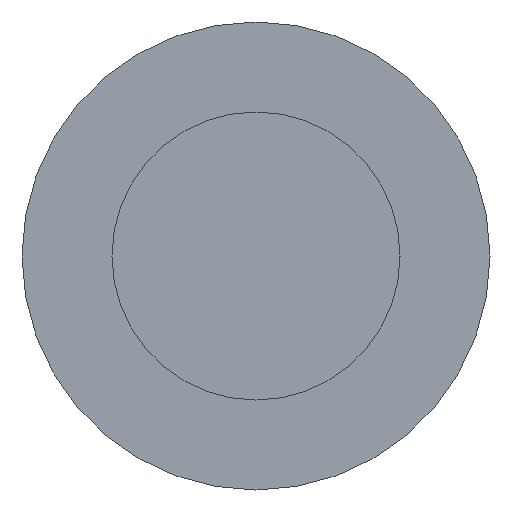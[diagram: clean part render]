
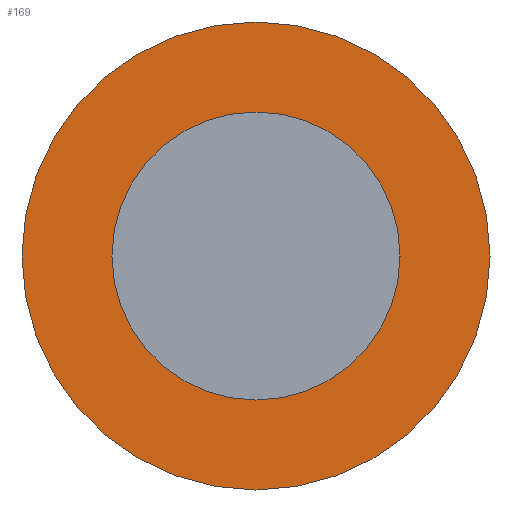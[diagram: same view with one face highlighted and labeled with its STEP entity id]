
A CAD part, left-side view. The second image highlights one B-rep face of the part: STEP entity #169.
In plain terms, the highlighted planar face has unit normal (-1, 0, 0).
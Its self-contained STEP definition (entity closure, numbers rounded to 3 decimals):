
#1 = VERTEX_POINT ( 'NONE', #65 ) ;
#8 = EDGE_LOOP ( 'NONE', ( #352, #102 ) ) ;
#15 = DIRECTION ( 'NONE',  ( 0., 0., -1. ) ) ;
#17 = FACE_BOUND ( 'NONE', #8, .T. ) ;
#30 = EDGE_CURVE ( 'NONE', #242, #1, #409, .T. ) ;
#37 = AXIS2_PLACEMENT_3D ( 'NONE', #58, #95, #232 ) ;
#41 = CARTESIAN_POINT ( 'NONE',  ( 134.7, 0., 0. ) ) ;
#58 = CARTESIAN_POINT ( 'NONE',  ( 134.7, 0., 0. ) ) ;
#65 = CARTESIAN_POINT ( 'NONE',  ( 134.7, 0., 8. ) ) ;
#83 = ORIENTED_EDGE ( 'NONE', *, *, #87, .T. ) ;
#87 = EDGE_CURVE ( 'NONE', #124, #196, #399, .T. ) ;
#95 = DIRECTION ( 'NONE',  ( -1., 0., 0. ) ) ;
#102 = ORIENTED_EDGE ( 'NONE', *, *, #30, .F. ) ;
#106 = AXIS2_PLACEMENT_3D ( 'NONE', #158, #382, #230 ) ;
#114 = PLANE ( 'NONE',  #139 ) ;
#116 = ORIENTED_EDGE ( 'NONE', *, *, #406, .T. ) ;
#124 = VERTEX_POINT ( 'NONE', #143 ) ;
#137 = CARTESIAN_POINT ( 'NONE',  ( 134.7, 0., 0. ) ) ;
#139 = AXIS2_PLACEMENT_3D ( 'NONE', #310, #218, #15 ) ;
#143 = CARTESIAN_POINT ( 'NONE',  ( 134.7, 0., 13. ) ) ;
#158 = CARTESIAN_POINT ( 'NONE',  ( 134.7, 0., 0. ) ) ;
#169 = ADVANCED_FACE ( 'NONE', ( #17, #183 ), #114, .F. ) ;
#176 = AXIS2_PLACEMENT_3D ( 'NONE', #41, #278, #248 ) ;
#183 = FACE_OUTER_BOUND ( 'NONE', #219, .T. ) ;
#196 = VERTEX_POINT ( 'NONE', #284 ) ;
#218 = DIRECTION ( 'NONE',  ( 1., 0., 0. ) ) ;
#219 = EDGE_LOOP ( 'NONE', ( #83, #116 ) ) ;
#230 = DIRECTION ( 'NONE',  ( 0., 0., 1. ) ) ;
#232 = DIRECTION ( 'NONE',  ( 0., 0., 1. ) ) ;
#242 = VERTEX_POINT ( 'NONE', #259 ) ;
#248 = DIRECTION ( 'NONE',  ( 0., 0., 1. ) ) ;
#259 = CARTESIAN_POINT ( 'NONE',  ( 134.7, 0., -8. ) ) ;
#260 = EDGE_CURVE ( 'NONE', #1, #242, #380, .T. ) ;
#272 = DIRECTION ( 'NONE',  ( 0., 0., 1. ) ) ;
#278 = DIRECTION ( 'NONE',  ( -1., 0., 0. ) ) ;
#284 = CARTESIAN_POINT ( 'NONE',  ( 134.7, 0., -13. ) ) ;
#310 = CARTESIAN_POINT ( 'NONE',  ( 134.7, 8., 0. ) ) ;
#352 = ORIENTED_EDGE ( 'NONE', *, *, #260, .F. ) ;
#354 = CIRCLE ( 'NONE', #37, 13. ) ;
#380 = CIRCLE ( 'NONE', #106, 8. ) ;
#382 = DIRECTION ( 'NONE',  ( -1., 0., 0. ) ) ;
#396 = DIRECTION ( 'NONE',  ( -1., 0., 0. ) ) ;
#399 = CIRCLE ( 'NONE', #176, 13. ) ;
#406 = EDGE_CURVE ( 'NONE', #196, #124, #354, .T. ) ;
#409 = CIRCLE ( 'NONE', #413, 8. ) ;
#413 = AXIS2_PLACEMENT_3D ( 'NONE', #137, #396, #272 ) ;
